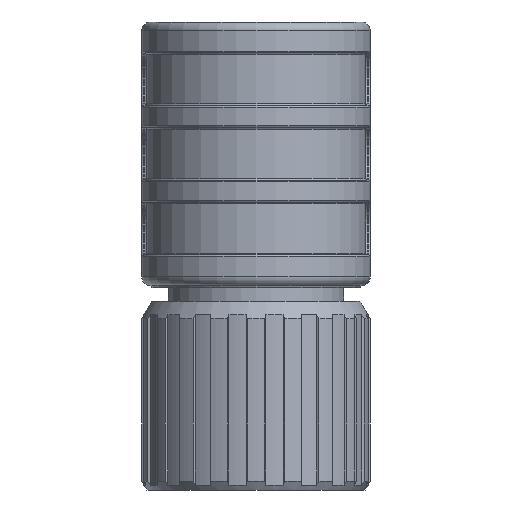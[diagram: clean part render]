
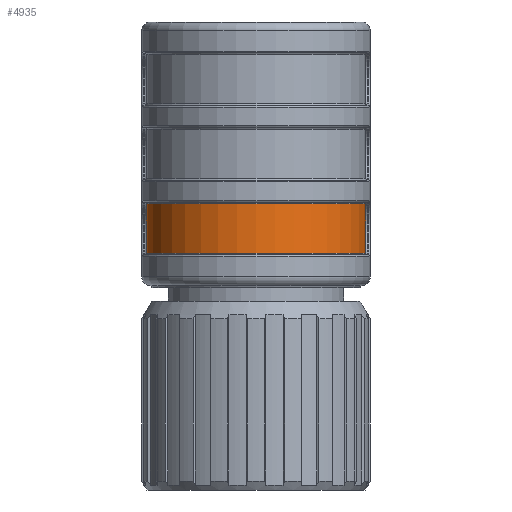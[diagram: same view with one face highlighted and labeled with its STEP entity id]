
A CAD part, front view. The second image highlights one B-rep face of the part: STEP entity #4935.
In plain terms, the highlighted cylindrical face has radius 12.5 mm (diameter 25 mm), a partial arc.
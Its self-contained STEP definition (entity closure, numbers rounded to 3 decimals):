
#1783=LINE('',#28987,#2284);
#1785=LINE('',#28993,#2286);
#2284=VECTOR('',#22994,1.);
#2286=VECTOR('',#23000,1.);
#3109=FACE_OUTER_BOUND('',#7268,.T.);
#4049=CYLINDRICAL_SURFACE('',#19398,12.5);
#4935=ADVANCED_FACE('',(#3109),#4049,.T.);
#7268=EDGE_LOOP('',(#10326,#10327,#10328,#10329));
#10326=ORIENTED_EDGE('',*,*,#15947,.F.);
#10327=ORIENTED_EDGE('',*,*,#15949,.T.);
#10328=ORIENTED_EDGE('',*,*,#15950,.T.);
#10329=ORIENTED_EDGE('',*,*,#15951,.T.);
#13827=VERTEX_POINT('',#28986);
#13828=VERTEX_POINT('',#28988);
#13829=VERTEX_POINT('',#28992);
#13830=VERTEX_POINT('',#28994);
#15947=EDGE_CURVE('',#13827,#13828,#1783,.T.);
#15949=EDGE_CURVE('',#13827,#13829,#17885,.T.);
#15950=EDGE_CURVE('',#13829,#13830,#1785,.T.);
#15951=EDGE_CURVE('',#13830,#13828,#17886,.T.);
#17885=CIRCLE('',#19396,12.5);
#17886=CIRCLE('',#19397,12.5);
#19396=AXIS2_PLACEMENT_3D('',#28991,#22998,#22999);
#19397=AXIS2_PLACEMENT_3D('',#28995,#23001,#23002);
#19398=AXIS2_PLACEMENT_3D('',#28996,#23003,#23004);
#22994=DIRECTION('',(0.,0.,-1.));
#22998=DIRECTION('',(0.,0.,-1.));
#22999=DIRECTION('',(0.,1.,0.));
#23000=DIRECTION('',(0.,0.,-1.));
#23001=DIRECTION('',(0.,0.,1.));
#23002=DIRECTION('',(1.,0.,0.));
#23003=DIRECTION('',(0.,0.,-1.));
#23004=DIRECTION('',(-1.,0.,0.));
#28986=CARTESIAN_POINT('',(12.5,-4.664,-10.462));
#28987=CARTESIAN_POINT('',(12.5,-4.664,10.238));
#28988=CARTESIAN_POINT('',(12.5,-4.664,-16.062));
#28991=CARTESIAN_POINT('',(0.,-4.664,-10.462));
#28992=CARTESIAN_POINT('',(-12.5,-4.664,-10.462));
#28993=CARTESIAN_POINT('',(-12.5,-4.664,10.238));
#28994=CARTESIAN_POINT('',(-12.5,-4.664,-16.062));
#28995=CARTESIAN_POINT('',(0.,-4.664,-16.062));
#28996=CARTESIAN_POINT('',(0.,-4.664,10.238));
